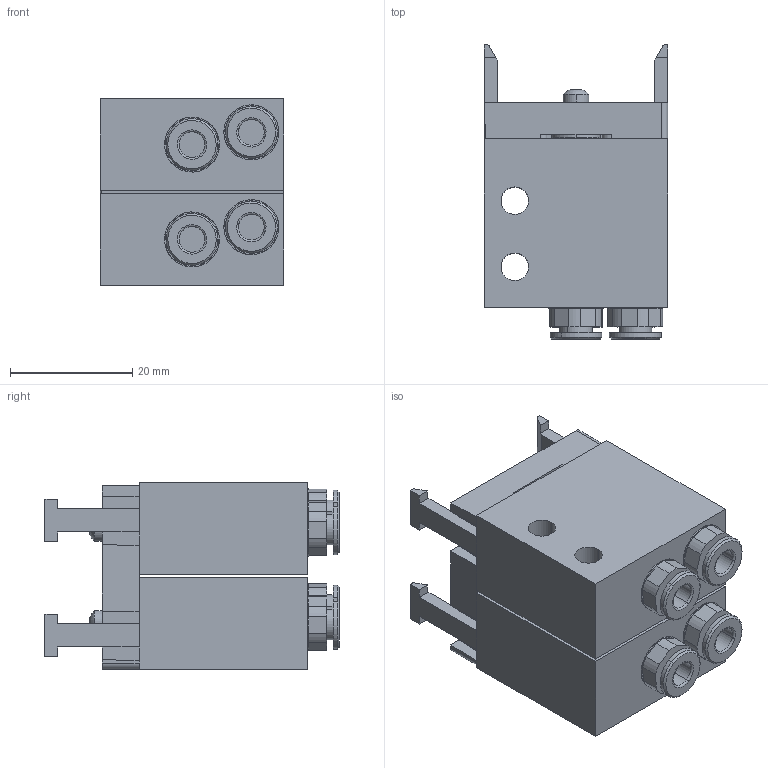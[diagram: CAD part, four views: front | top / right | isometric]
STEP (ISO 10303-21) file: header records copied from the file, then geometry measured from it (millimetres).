
FILE_DESCRIPTION (( 'STEP AP214' ), '1' );
FILE_NAME ('08_085_4.STEP', '2016-01-04T10:49:45', ( '' ), ( '' ), 'SwSTEP 2.0', 'SolidWorks 2016', '' );
FILE_SCHEMA (( 'AUTOMOTIVE_DESIGN' ));
Length unit declared in the file: millimetre
Products named in the file (1): 08_085_4
Bounding box: 30 x 48.1 x 30.5 mm (x, y, z)
Volume: 29144.9 mm3; surface area: 12136.2 mm2
Topology: 5 solids, 5 shells, 540 faces, 1342 edges, 836 vertices
Faces by surface type: plane 247, cylinder 141, cone 128, torus 20, sphere 4
Entity records: 17831 total; most frequent: DIRECTION 2902, CARTESIAN_POINT 2867, ORIENTED_EDGE 2668, EDGE_CURVE 1334, AXIS2_PLACEMENT_3D 1079, VERTEX_POINT 836, VECTOR 744, LINE 744
